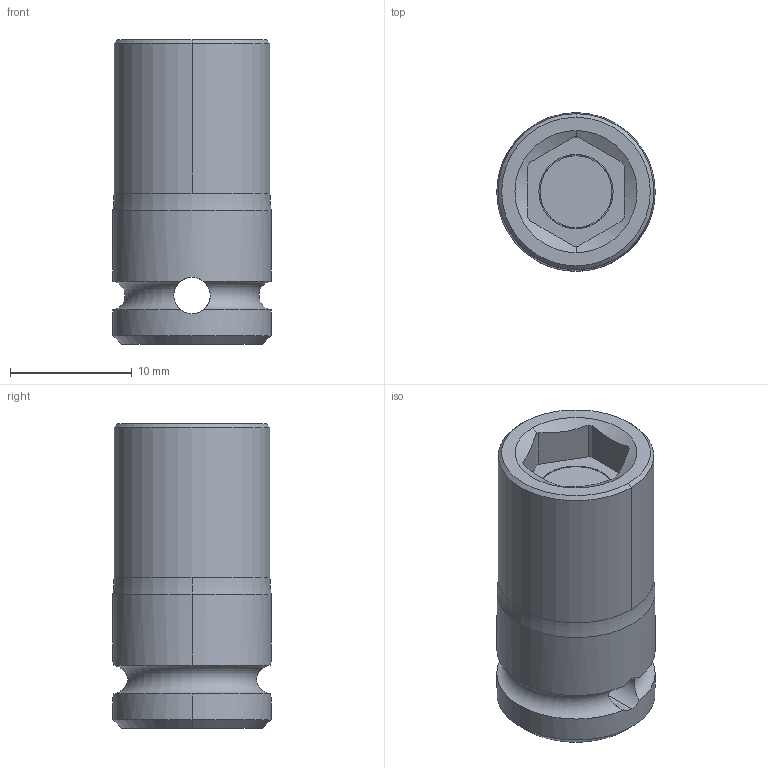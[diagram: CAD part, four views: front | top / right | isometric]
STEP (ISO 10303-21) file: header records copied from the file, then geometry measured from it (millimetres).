
FILE_DESCRIPTION((''),'2;1');
FILE_NAME('4027110693','2023-08-28T08:55:43',('a00565553'),(''),'CREO PARAMETRIC BY PTC INC, 2022414','CREO PARAMETRIC BY PTC INC, 2022414','');
FILE_SCHEMA(('CONFIG_CONTROL_DESIGN','GEOMETRIC_VALIDATION_PROPERTIES_MIM'));
Length unit declared in the file: millimetre
Products named in the file (1): 4027110693
Bounding box: 13 x 13 x 25 mm (x, y, z)
Volume: 2593.7 mm3; surface area: 1848.8 mm2
Topology: 2 solids, 2 shells, 63 faces, 163 edges, 103 vertices
Faces by surface type: cylinder 25, plane 22, cone 12, torus 4
Entity records: 2227 total; most frequent: CARTESIAN_POINT 583, ORIENTED_EDGE 322, DIRECTION 320, EDGE_CURVE 161, AXIS2_PLACEMENT_3D 129, VERTEX_POINT 103, EDGE_LOOP 68, CIRCLE 66
